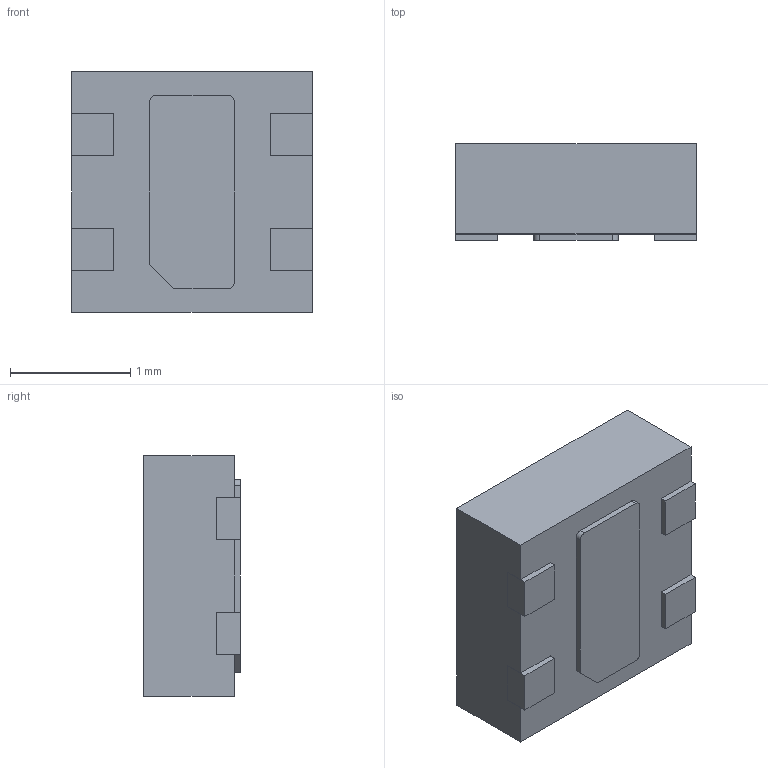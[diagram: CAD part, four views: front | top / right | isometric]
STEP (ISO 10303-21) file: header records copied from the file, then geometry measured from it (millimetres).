
FILE_DESCRIPTION (( 'STEP AP214' ), '1' );
FILE_NAME ('ENS210-LQFM.STEP', '2023-09-28T14:39:33', ( '' ), ( '' ), 'SwSTEP 2.0', 'SolidWorks 2021', '' );
FILE_SCHEMA (( 'AUTOMOTIVE_DESIGN' ));
Length unit declared in the file: millimetre
Products named in the file (1): ENS210-LQFM
Bounding box: 2 x 0.8 x 2 mm (x, y, z)
Volume: 2.9 mm3; surface area: 22.2 mm2
Topology: 8 solids, 8 shells, 84 faces, 192 edges, 126 vertices
Faces by surface type: plane 64, cylinder 14, torus 4, cone 2
Entity records: 2447 total; most frequent: CARTESIAN_POINT 403, DIRECTION 400, ORIENTED_EDGE 384, EDGE_CURVE 192, VECTOR 154, LINE 154, VERTEX_POINT 126, AXIS2_PLACEMENT_3D 123
